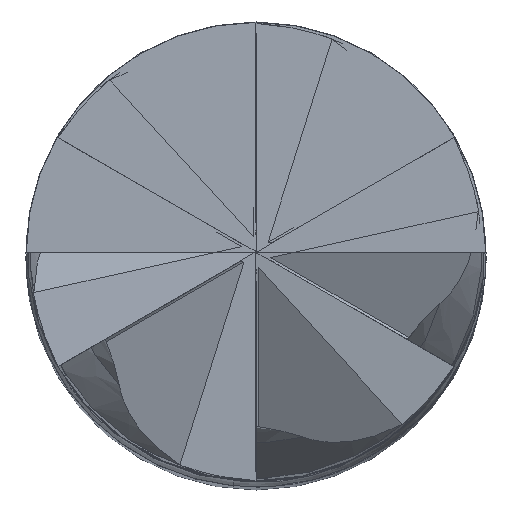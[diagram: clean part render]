
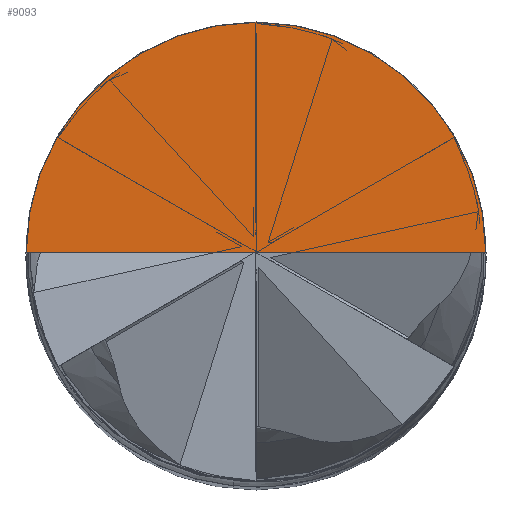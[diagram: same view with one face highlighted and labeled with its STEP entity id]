
A CAD part, top view. The second image highlights one B-rep face of the part: STEP entity #9093.
In plain terms, the highlighted planar face has unit normal (0, 0, 1).
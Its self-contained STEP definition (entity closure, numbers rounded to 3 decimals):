
#8962=DIRECTION('',(-1.,0.,0.));
#8963=VECTOR('',#8962,11.98);
#8964=CARTESIAN_POINT('',(5.99,0.,120.));
#8965=LINE('',#8964,#8963);
#8976=CARTESIAN_POINT('',(0.,0.,120.));
#8977=DIRECTION('',(0.,0.,1.));
#8978=DIRECTION('',(1.,0.,0.));
#8979=AXIS2_PLACEMENT_3D('',#8976,#8977,#8978);
#9065=CARTESIAN_POINT('',(5.99,0.,120.));
#9066=CARTESIAN_POINT('',(-5.99,0.,120.));
#9067=VERTEX_POINT('',#9065);
#9068=VERTEX_POINT('',#9066);
#9082=CARTESIAN_POINT('',(0.,0.,120.));
#9083=DIRECTION('',(0.,0.,1.));
#9084=DIRECTION('',(0.098,0.995,0.));
#9085=AXIS2_PLACEMENT_3D('',#9082,#9083,#9084);
#9086=PLANE('',#9085);
#9088=ORIENTED_EDGE('',*,*,#9087,.T.);
#9090=ORIENTED_EDGE('',*,*,#9089,.F.);
#9091=EDGE_LOOP('',(#9088,#9090));
#9092=FACE_OUTER_BOUND('',#9091,.F.);
#8980=CIRCLE('',#8979,5.99);
#9087=EDGE_CURVE('',#9067,#9068,#8965,.T.);
#9089=EDGE_CURVE('',#9067,#9068,#8980,.T.);
#9093=ADVANCED_FACE('',(#9092),#9086,.T.);
